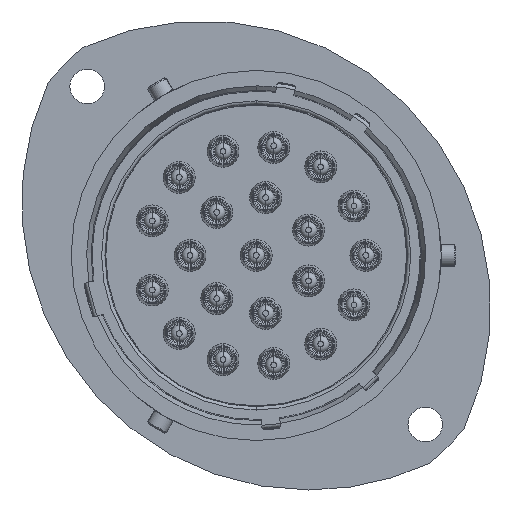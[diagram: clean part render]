
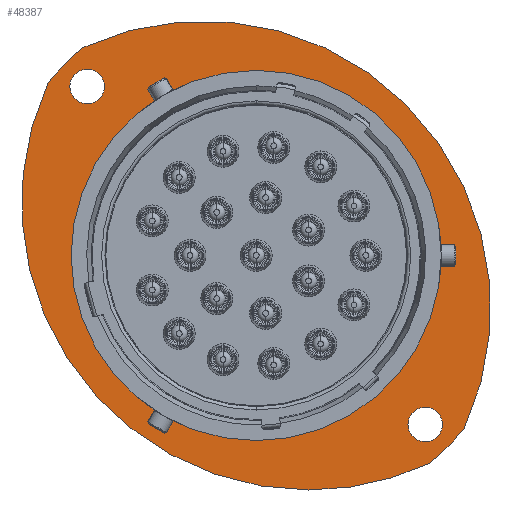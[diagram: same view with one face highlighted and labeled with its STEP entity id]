
A CAD part, left-side view. The second image highlights one B-rep face of the part: STEP entity #48387.
In plain terms, the highlighted planar face has unit normal (-1, 0, 0).
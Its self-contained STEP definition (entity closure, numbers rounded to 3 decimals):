
#515 = VERTEX_POINT ( 'NONE', #26036 ) ;
#532 = AXIS2_PLACEMENT_3D ( 'NONE', #7333, #33187, #46839 ) ;
#545 = EDGE_CURVE ( 'NONE', #19791, #43618, #10770, .T. ) ;
#857 = AXIS2_PLACEMENT_3D ( 'NONE', #33735, #6411, #22180 ) ;
#1478 = DIRECTION ( 'NONE',  ( 0., 0., 1. ) ) ;
#1738 = AXIS2_PLACEMENT_3D ( 'NONE', #8536, #4695, #1478 ) ;
#2698 = DIRECTION ( 'NONE',  ( -1., 0., 0. ) ) ;
#2846 = CIRCLE ( 'NONE', #37413, 17.405 ) ;
#3475 = FACE_BOUND ( 'NONE', #5186, .T. ) ;
#3847 = AXIS2_PLACEMENT_3D ( 'NONE', #39181, #43078, #23243 ) ;
#4456 = DIRECTION ( 'NONE',  ( -1., 0., 0. ) ) ;
#4660 = AXIS2_PLACEMENT_3D ( 'NONE', #38044, #30533, #25914 ) ;
#4695 = DIRECTION ( 'NONE',  ( -1., 0., 0. ) ) ;
#4761 = EDGE_LOOP ( 'NONE', ( #10827, #46854 ) ) ;
#5038 = DIRECTION ( 'NONE',  ( -1., 0., 0. ) ) ;
#5186 = EDGE_LOOP ( 'NONE', ( #22771, #9843 ) ) ;
#5266 = AXIS2_PLACEMENT_3D ( 'NONE', #27933, #43701, #47088 ) ;
#5283 = CARTESIAN_POINT ( 'NONE',  ( 78.89, 12.119, -68.026 ) ) ;
#5412 = AXIS2_PLACEMENT_3D ( 'NONE', #39872, #5038, #15897 ) ;
#6411 = DIRECTION ( 'NONE',  ( -1., 0., 0. ) ) ;
#7155 = EDGE_CURVE ( 'NONE', #44656, #17456, #42339, .T. ) ;
#7326 = CIRCLE ( 'NONE', #27103, 27. ) ;
#7333 = CARTESIAN_POINT ( 'NONE',  ( 78.89, 29.524, -50.621 ) ) ;
#8164 = CARTESIAN_POINT ( 'NONE',  ( 78.89, 28.011, -33.104 ) ) ;
#8534 = EDGE_LOOP ( 'NONE', ( #49391, #13924 ) ) ;
#8536 = CARTESIAN_POINT ( 'NONE',  ( 78.89, 12.119, -50.621 ) ) ;
#9102 = DIRECTION ( 'NONE',  ( -1., 0., 0. ) ) ;
#9843 = ORIENTED_EDGE ( 'NONE', *, *, #7155, .F. ) ;
#10304 = AXIS2_PLACEMENT_3D ( 'NONE', #24713, #27534, #39937 ) ;
#10770 = CIRCLE ( 'NONE', #857, 27. ) ;
#10827 = ORIENTED_EDGE ( 'NONE', *, *, #49940, .F. ) ;
#10917 = VERTEX_POINT ( 'NONE', #15350 ) ;
#11671 = EDGE_LOOP ( 'NONE', ( #40295, #50098, #22522, #19912, #17537 ) ) ;
#12504 = CIRCLE ( 'NONE', #1738, 17.405 ) ;
#13924 = ORIENTED_EDGE ( 'NONE', *, *, #47379, .F. ) ;
#14272 = DIRECTION ( 'NONE',  ( 0., 0., -1. ) ) ;
#14660 = VERTEX_POINT ( 'NONE', #45759 ) ;
#14740 = EDGE_CURVE ( 'NONE', #44992, #14660, #26995, .T. ) ;
#15350 = CARTESIAN_POINT ( 'NONE',  ( 78.89, 28.409, -31.068 ) ) ;
#15701 = EDGE_CURVE ( 'NONE', #10917, #29745, #43321, .T. ) ;
#15897 = DIRECTION ( 'NONE',  ( 0., 0., 1. ) ) ;
#16207 = AXIS2_PLACEMENT_3D ( 'NONE', #41173, #2698, #33146 ) ;
#17178 = CARTESIAN_POINT ( 'NONE',  ( 78.89, 7.169, -72.671 ) ) ;
#17456 = VERTEX_POINT ( 'NONE', #20465 ) ;
#17537 = ORIENTED_EDGE ( 'NONE', *, *, #15701, .T. ) ;
#19193 = CARTESIAN_POINT ( 'NONE',  ( 78.89, -3.774, -66.513 ) ) ;
#19224 = PLANE ( 'NONE',  #532 ) ;
#19791 = VERTEX_POINT ( 'NONE', #17178 ) ;
#19808 = VERTEX_POINT ( 'NONE', #5283 ) ;
#19912 = ORIENTED_EDGE ( 'NONE', *, *, #32178, .T. ) ;
#20390 = EDGE_CURVE ( 'NONE', #29745, #19791, #40898, .T. ) ;
#20465 = CARTESIAN_POINT ( 'NONE',  ( 78.89, 28.011, -36.354 ) ) ;
#20499 = CARTESIAN_POINT ( 'NONE',  ( 78.89, -3.774, -64.888 ) ) ;
#21522 = CARTESIAN_POINT ( 'NONE',  ( 78.89, 17.068, -55.571 ) ) ;
#21618 = FACE_OUTER_BOUND ( 'NONE', #11671, .T. ) ;
#21859 = CARTESIAN_POINT ( 'NONE',  ( 78.89, -4.172, -70.174 ) ) ;
#22180 = DIRECTION ( 'NONE',  ( 0., 0., -1. ) ) ;
#22522 = ORIENTED_EDGE ( 'NONE', *, *, #28900, .T. ) ;
#22771 = ORIENTED_EDGE ( 'NONE', *, *, #36034, .F. ) ;
#23243 = DIRECTION ( 'NONE',  ( 0., 0., -1. ) ) ;
#24713 = CARTESIAN_POINT ( 'NONE',  ( 78.89, 12.119, -50.621 ) ) ;
#25484 = FACE_BOUND ( 'NONE', #8534, .T. ) ;
#25914 = DIRECTION ( 'NONE',  ( 0., 0., -1. ) ) ;
#26036 = CARTESIAN_POINT ( 'NONE',  ( 78.89, -7.435, -66.911 ) ) ;
#26658 = VERTEX_POINT ( 'NONE', #41615 ) ;
#26808 = CIRCLE ( 'NONE', #10304, 25.45 ) ;
#26901 = EDGE_CURVE ( 'NONE', #26658, #19808, #12504, .T. ) ;
#26995 = CIRCLE ( 'NONE', #33557, 1.625 ) ;
#27103 = AXIS2_PLACEMENT_3D ( 'NONE', #21522, #9102, #14272 ) ;
#27534 = DIRECTION ( 'NONE',  ( -1., 0., 0. ) ) ;
#27933 = CARTESIAN_POINT ( 'NONE',  ( 78.89, 28.011, -34.729 ) ) ;
#27976 = CARTESIAN_POINT ( 'NONE',  ( 78.89, 12.119, -50.621 ) ) ;
#28050 = FACE_BOUND ( 'NONE', #4761, .T. ) ;
#28523 = CIRCLE ( 'NONE', #4660, 1.625 ) ;
#28900 = EDGE_CURVE ( 'NONE', #43618, #515, #26808, .T. ) ;
#29745 = VERTEX_POINT ( 'NONE', #36797 ) ;
#30533 = DIRECTION ( 'NONE',  ( -1., 0., 0. ) ) ;
#32178 = EDGE_CURVE ( 'NONE', #515, #10917, #7326, .T. ) ;
#33146 = DIRECTION ( 'NONE',  ( 0., 0., -1. ) ) ;
#33187 = DIRECTION ( 'NONE',  ( 1., 0., 0. ) ) ;
#33557 = AXIS2_PLACEMENT_3D ( 'NONE', #19193, #4456, #38793 ) ;
#33735 = CARTESIAN_POINT ( 'NONE',  ( 78.89, 7.169, -45.671 ) ) ;
#36034 = EDGE_CURVE ( 'NONE', #17456, #44656, #44184, .T. ) ;
#36797 = CARTESIAN_POINT ( 'NONE',  ( 78.89, 31.672, -34.33 ) ) ;
#36990 = DIRECTION ( 'NONE',  ( 0., 0., 1. ) ) ;
#37413 = AXIS2_PLACEMENT_3D ( 'NONE', #27976, #43748, #36990 ) ;
#38044 = CARTESIAN_POINT ( 'NONE',  ( 78.89, -3.774, -66.513 ) ) ;
#38793 = DIRECTION ( 'NONE',  ( 0., 0., -1. ) ) ;
#39181 = CARTESIAN_POINT ( 'NONE',  ( 78.89, 7.169, -45.671 ) ) ;
#39872 = CARTESIAN_POINT ( 'NONE',  ( 78.89, 12.119, -50.621 ) ) ;
#39937 = DIRECTION ( 'NONE',  ( 0., 0., 1. ) ) ;
#40295 = ORIENTED_EDGE ( 'NONE', *, *, #20390, .T. ) ;
#40898 = CIRCLE ( 'NONE', #3847, 27. ) ;
#41173 = CARTESIAN_POINT ( 'NONE',  ( 78.89, 28.011, -34.729 ) ) ;
#41615 = CARTESIAN_POINT ( 'NONE',  ( 78.89, 12.119, -33.216 ) ) ;
#42339 = CIRCLE ( 'NONE', #5266, 1.625 ) ;
#43078 = DIRECTION ( 'NONE',  ( -1., 0., 0. ) ) ;
#43321 = CIRCLE ( 'NONE', #5412, 25.45 ) ;
#43618 = VERTEX_POINT ( 'NONE', #21859 ) ;
#43701 = DIRECTION ( 'NONE',  ( -1., 0., 0. ) ) ;
#43748 = DIRECTION ( 'NONE',  ( -1., 0., 0. ) ) ;
#44184 = CIRCLE ( 'NONE', #16207, 1.625 ) ;
#44656 = VERTEX_POINT ( 'NONE', #8164 ) ;
#44992 = VERTEX_POINT ( 'NONE', #20499 ) ;
#45759 = CARTESIAN_POINT ( 'NONE',  ( 78.89, -3.774, -68.138 ) ) ;
#46839 = DIRECTION ( 'NONE',  ( 0., 0., -1. ) ) ;
#46854 = ORIENTED_EDGE ( 'NONE', *, *, #14740, .F. ) ;
#47088 = DIRECTION ( 'NONE',  ( 0., 0., -1. ) ) ;
#47379 = EDGE_CURVE ( 'NONE', #19808, #26658, #2846, .T. ) ;
#48387 = ADVANCED_FACE ( 'NONE', ( #28050, #3475, #25484, #21618 ), #19224, .F. ) ;
#49391 = ORIENTED_EDGE ( 'NONE', *, *, #26901, .F. ) ;
#49940 = EDGE_CURVE ( 'NONE', #14660, #44992, #28523, .T. ) ;
#50098 = ORIENTED_EDGE ( 'NONE', *, *, #545, .T. ) ;
